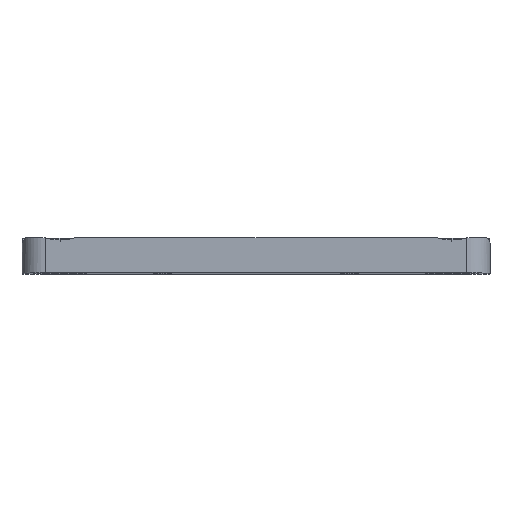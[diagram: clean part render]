
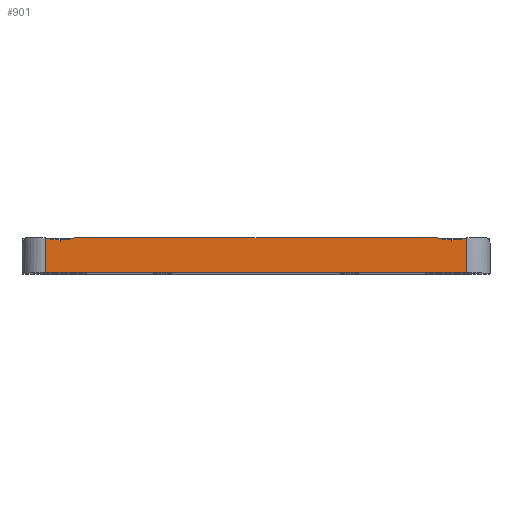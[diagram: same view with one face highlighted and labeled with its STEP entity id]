
A CAD part, top view. The second image highlights one B-rep face of the part: STEP entity #901.
In plain terms, the highlighted planar face has unit normal (0, 0, 1).
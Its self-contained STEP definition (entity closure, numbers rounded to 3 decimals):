
#2 = CARTESIAN_POINT ( 'NONE',  ( 16.75, 1.32, 27.5 ) ) ;
#5 = ORIENTED_EDGE ( 'NONE', *, *, #1146, .T. ) ;
#17 = CARTESIAN_POINT ( 'NONE',  ( 16.75, 1.32, 27.5 ) ) ;
#33 = CARTESIAN_POINT ( 'NONE',  ( -17.172, 1.336, 27.5 ) ) ;
#52 = VECTOR ( 'NONE', #133, 1000. ) ;
#111 = CARTESIAN_POINT ( 'NONE',  ( -18., -1.5, 27.5 ) ) ;
#112 = CARTESIAN_POINT ( 'NONE',  ( -17.796, 1.441, 27.5 ) ) ;
#127 = CARTESIAN_POINT ( 'NONE',  ( -16.75, 1.32, 27.5 ) ) ;
#131 = VERTEX_POINT ( 'NONE', #1029 ) ;
#133 = DIRECTION ( 'NONE',  ( 1., 0., 0. ) ) ;
#154 = B_SPLINE_CURVE_WITH_KNOTS ( 'NONE', 3,
 ( #996, #558, #287, #195 ),
 .UNSPECIFIED., .F., .F.,
 ( 4, 4 ),
 ( 0.009, 0.01 ),
 .UNSPECIFIED. ) ;
#178 = ORIENTED_EDGE ( 'NONE', *, *, #1104, .F. ) ;
#195 = CARTESIAN_POINT ( 'NONE',  ( 15.493, 1.5, 27.5 ) ) ;
#225 = VERTEX_POINT ( 'NONE', #573 ) ;
#231 = CARTESIAN_POINT ( 'NONE',  ( 18., 1.5, 27.5 ) ) ;
#232 = CARTESIAN_POINT ( 'NONE',  ( 18., -1.5, 27.5 ) ) ;
#244 = VERTEX_POINT ( 'NONE', #397 ) ;
#261 = ORIENTED_EDGE ( 'NONE', *, *, #1128, .T. ) ;
#287 = CARTESIAN_POINT ( 'NONE',  ( 15.904, 1.385, 27.5 ) ) ;
#289 = CARTESIAN_POINT ( 'NONE',  ( -18., 1.498, 27.5 ) ) ;
#320 = VECTOR ( 'NONE', #834, 1000. ) ;
#324 = VERTEX_POINT ( 'NONE', #2 ) ;
#340 = CARTESIAN_POINT ( 'NONE',  ( 17.798, 1.442, 27.5 ) ) ;
#344 = CARTESIAN_POINT ( 'NONE',  ( -18., -1.5, 27.5 ) ) ;
#351 = CARTESIAN_POINT ( 'NONE',  ( 16.961, 1.32, 27.5 ) ) ;
#370 = LINE ( 'NONE', #111, #52 ) ;
#397 = CARTESIAN_POINT ( 'NONE',  ( -15.493, 1.5, 27.5 ) ) ;
#403 = CARTESIAN_POINT ( 'NONE',  ( -16.327, 1.336, 27.5 ) ) ;
#413 = ORIENTED_EDGE ( 'NONE', *, *, #509, .T. ) ;
#498 = CARTESIAN_POINT ( 'NONE',  ( -16.538, 1.32, 27.5 ) ) ;
#499 = EDGE_CURVE ( 'NONE', #324, #131, #154, .T. ) ;
#509 = EDGE_CURVE ( 'NONE', #986, #575, #370, .T. ) ;
#555 = ORIENTED_EDGE ( 'NONE', *, *, #974, .F. ) ;
#556 = DIRECTION ( 'NONE',  ( 0., 0., -1. ) ) ;
#558 = CARTESIAN_POINT ( 'NONE',  ( 16.327, 1.32, 27.5 ) ) ;
#573 = CARTESIAN_POINT ( 'NONE',  ( -16.75, 1.32, 27.5 ) ) ;
#574 = LINE ( 'NONE', #998, #676 ) ;
#575 = VERTEX_POINT ( 'NONE', #232 ) ;
#593 = CARTESIAN_POINT ( 'NONE',  ( 18., 1.498, 27.5 ) ) ;
#607 = CARTESIAN_POINT ( 'NONE',  ( 17.173, 1.336, 27.5 ) ) ;
#676 = VECTOR ( 'NONE', #1098, 1000. ) ;
#679 = LINE ( 'NONE', #231, #865 ) ;
#734 = CARTESIAN_POINT ( 'NONE',  ( -17.59, 1.396, 27.5 ) ) ;
#737 = EDGE_CURVE ( 'NONE', #993, #324, #1014, .T. ) ;
#741 = DIRECTION ( 'NONE',  ( -1., 0., 0. ) ) ;
#752 = CARTESIAN_POINT ( 'NONE',  ( -18., 1.5, 27.5 ) ) ;
#755 = ORIENTED_EDGE ( 'NONE', *, *, #995, .T. ) ;
#757 = B_SPLINE_CURVE_WITH_KNOTS ( 'NONE', 3,
 ( #127, #1003, #33, #734, #112, #289 ),
 .UNSPECIFIED., .F., .F.,
 ( 4, 2, 4 ),
 ( 0.01, 0.011, 0.011 ),
 .UNSPECIFIED. ) ;
#767 = CARTESIAN_POINT ( 'NONE',  ( -15.493, 1.5, 27.5 ) ) ;
#772 = CARTESIAN_POINT ( 'NONE',  ( -16.75, 1.32, 27.5 ) ) ;
#778 = ORIENTED_EDGE ( 'NONE', *, *, #499, .T. ) ;
#793 = CARTESIAN_POINT ( 'NONE',  ( -15.696, 1.443, 27.5 ) ) ;
#829 = LINE ( 'NONE', #915, #320 ) ;
#834 = DIRECTION ( 'NONE',  ( 0., -1., 0. ) ) ;
#836 = FACE_OUTER_BOUND ( 'NONE', #949, .T. ) ;
#865 = VECTOR ( 'NONE', #1031, 1000. ) ;
#901 = ADVANCED_FACE ( 'NONE', ( #836 ), #918, .F. ) ;
#915 = CARTESIAN_POINT ( 'NONE',  ( -18., 1.5, 27.5 ) ) ;
#916 = B_SPLINE_CURVE_WITH_KNOTS ( 'NONE', 3,
 ( #767, #793, #946, #403, #498, #772 ),
 .UNSPECIFIED., .F., .F.,
 ( 4, 2, 4 ),
 ( 0.009, 0.009, 0.01 ),
 .UNSPECIFIED. ) ;
#918 = PLANE ( 'NONE',  #1136 ) ;
#946 = CARTESIAN_POINT ( 'NONE',  ( -15.906, 1.397, 27.5 ) ) ;
#949 = EDGE_LOOP ( 'NONE', ( #178, #755, #261, #5, #413, #555, #1125, #778 ) ) ;
#974 = EDGE_CURVE ( 'NONE', #993, #575, #679, .T. ) ;
#986 = VERTEX_POINT ( 'NONE', #344 ) ;
#993 = VERTEX_POINT ( 'NONE', #593 ) ;
#995 = EDGE_CURVE ( 'NONE', #244, #225, #916, .T. ) ;
#996 = CARTESIAN_POINT ( 'NONE',  ( 16.75, 1.32, 27.5 ) ) ;
#998 = CARTESIAN_POINT ( 'NONE',  ( -18., 1.5, 27.5 ) ) ;
#1003 = CARTESIAN_POINT ( 'NONE',  ( -16.96, 1.32, 27.5 ) ) ;
#1012 = VERTEX_POINT ( 'NONE', #1043 ) ;
#1014 = B_SPLINE_CURVE_WITH_KNOTS ( 'NONE', 3,
 ( #1141, #340, #1049, #607, #351, #17 ),
 .UNSPECIFIED., .F., .F.,
 ( 4, 2, 4 ),
 ( 0.008, 0.009, 0.009 ),
 .UNSPECIFIED. ) ;
#1029 = CARTESIAN_POINT ( 'NONE',  ( 15.493, 1.5, 27.5 ) ) ;
#1031 = DIRECTION ( 'NONE',  ( 0., -1., 0. ) ) ;
#1043 = CARTESIAN_POINT ( 'NONE',  ( -18., 1.498, 27.5 ) ) ;
#1049 = CARTESIAN_POINT ( 'NONE',  ( 17.593, 1.397, 27.5 ) ) ;
#1098 = DIRECTION ( 'NONE',  ( 1., 0., 0. ) ) ;
#1104 = EDGE_CURVE ( 'NONE', #244, #131, #574, .T. ) ;
#1125 = ORIENTED_EDGE ( 'NONE', *, *, #737, .T. ) ;
#1128 = EDGE_CURVE ( 'NONE', #225, #1012, #757, .T. ) ;
#1136 = AXIS2_PLACEMENT_3D ( 'NONE', #752, #556, #741 ) ;
#1141 = CARTESIAN_POINT ( 'NONE',  ( 18., 1.498, 27.5 ) ) ;
#1146 = EDGE_CURVE ( 'NONE', #1012, #986, #829, .T. ) ;
